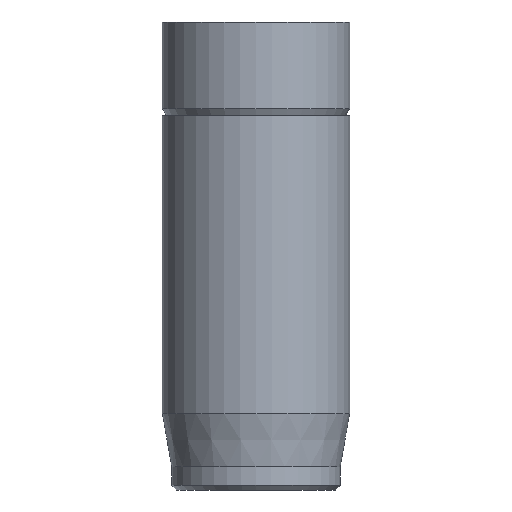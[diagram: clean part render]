
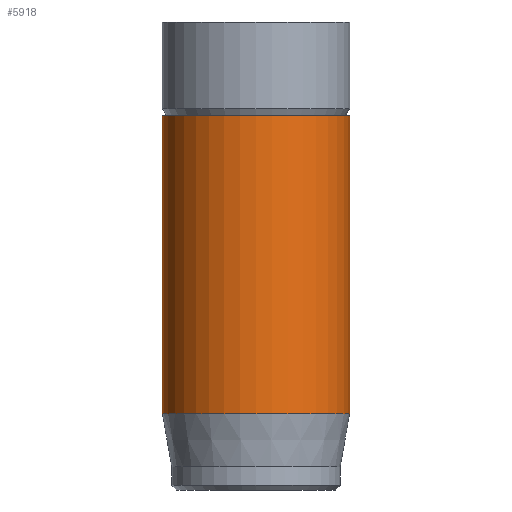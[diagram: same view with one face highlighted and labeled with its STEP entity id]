
A CAD part, front view. The second image highlights one B-rep face of the part: STEP entity #5918.
In plain terms, the highlighted cylindrical face has radius 4 mm (diameter 8 mm), a full revolution.
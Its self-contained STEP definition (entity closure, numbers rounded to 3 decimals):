
#797=CYLINDRICAL_SURFACE('',#6330,4.);
#810=FACE_OUTER_BOUND('',#1151,.T.);
#1151=EDGE_LOOP('',(#4094,#4095,#4096,#4097,#4098));
#1513=LINE('',#7322,#2003);
#2003=VECTOR('',#6527,4.);
#2490=CIRCLE('',#6312,4.);
#2499=CIRCLE('',#6328,4.);
#2500=CIRCLE('',#6329,4.);
#2512=VERTEX_POINT('',#7286);
#2521=VERTEX_POINT('',#7316);
#2522=VERTEX_POINT('',#7317);
#3130=EDGE_CURVE('',#2512,#2512,#2490,.T.);
#3144=EDGE_CURVE('',#2521,#2522,#2499,.T.);
#3145=EDGE_CURVE('',#2522,#2521,#2500,.T.);
#3147=EDGE_CURVE('',#2512,#2521,#1513,.T.);
#4094=ORIENTED_EDGE('',*,*,#3130,.T.);
#4095=ORIENTED_EDGE('',*,*,#3147,.T.);
#4096=ORIENTED_EDGE('',*,*,#3144,.T.);
#4097=ORIENTED_EDGE('',*,*,#3145,.T.);
#4098=ORIENTED_EDGE('',*,*,#3147,.F.);
#5918=ADVANCED_FACE('',(#810),#797,.T.);
#6312=AXIS2_PLACEMENT_3D('',#7287,#6483,#6484);
#6328=AXIS2_PLACEMENT_3D('',#7318,#6520,#6521);
#6329=AXIS2_PLACEMENT_3D('',#7319,#6522,#6523);
#6330=AXIS2_PLACEMENT_3D('',#7321,#6525,#6526);
#6483=DIRECTION('center_axis',(0.,0.,-1.));
#6484=DIRECTION('ref_axis',(-1.,0.,0.));
#6520=DIRECTION('center_axis',(0.,0.,1.));
#6521=DIRECTION('ref_axis',(-1.,0.,0.));
#6522=DIRECTION('center_axis',(0.,0.,1.));
#6523=DIRECTION('ref_axis',(-1.,0.,0.));
#6525=DIRECTION('center_axis',(0.,0.,1.));
#6526=DIRECTION('ref_axis',(-1.,0.,0.));
#6527=DIRECTION('',(0.,0.,-1.));
#7286=CARTESIAN_POINT('',(4.,0.,16.));
#7287=CARTESIAN_POINT('Origin',(0.,0.,16.));
#7316=CARTESIAN_POINT('',(4.,0.,3.269));
#7317=CARTESIAN_POINT('',(-4.,0.,3.269));
#7318=CARTESIAN_POINT('Origin',(0.,0.,3.269));
#7319=CARTESIAN_POINT('Origin',(0.,0.,3.269));
#7321=CARTESIAN_POINT('Origin',(0.,0.,0.));
#7322=CARTESIAN_POINT('',(4.,0.,0.));
